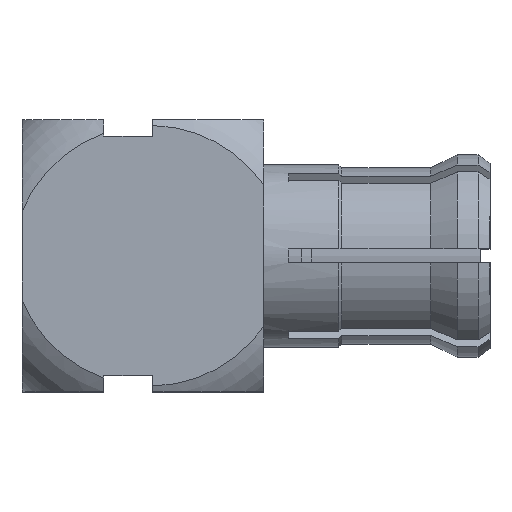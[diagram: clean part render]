
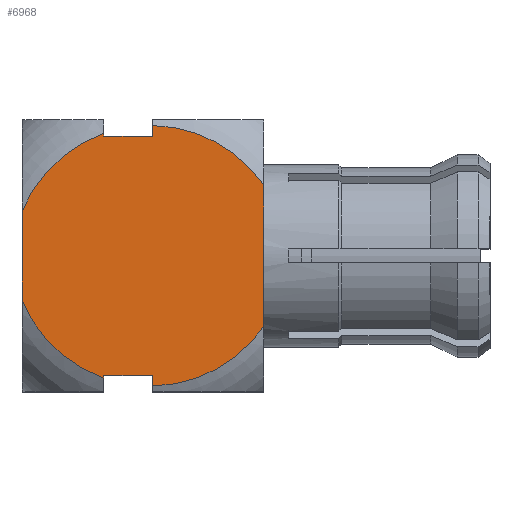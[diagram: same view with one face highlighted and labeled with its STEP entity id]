
A CAD part, top view. The second image highlights one B-rep face of the part: STEP entity #6968.
In plain terms, the highlighted planar face has unit normal (0, 0, 1).
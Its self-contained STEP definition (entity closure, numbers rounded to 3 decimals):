
#108=LINE('',#10442,#712);
#109=LINE('',#10447,#713);
#110=LINE('',#10451,#714);
#111=LINE('',#10453,#715);
#112=LINE('',#10455,#716);
#113=LINE('',#10459,#717);
#114=LINE('',#10463,#718);
#115=LINE('',#10465,#719);
#712=VECTOR('',#8249,1000.);
#713=VECTOR('',#8252,1000.);
#714=VECTOR('',#8255,1000.);
#715=VECTOR('',#8256,1000.);
#716=VECTOR('',#8257,1000.);
#717=VECTOR('',#8260,1000.);
#718=VECTOR('',#8263,1000.);
#719=VECTOR('',#8264,1000.);
#1316=PLANE('',#7453);
#1584=ORIENTED_EDGE('',*,*,#3702,.T.);
#1585=ORIENTED_EDGE('',*,*,#3703,.T.);
#1586=ORIENTED_EDGE('',*,*,#3704,.F.);
#1587=ORIENTED_EDGE('',*,*,#3705,.F.);
#1588=ORIENTED_EDGE('',*,*,#3706,.F.);
#1589=ORIENTED_EDGE('',*,*,#3707,.T.);
#1590=ORIENTED_EDGE('',*,*,#3708,.T.);
#1591=ORIENTED_EDGE('',*,*,#3709,.F.);
#1592=ORIENTED_EDGE('',*,*,#3710,.F.);
#1593=ORIENTED_EDGE('',*,*,#3711,.T.);
#1594=ORIENTED_EDGE('',*,*,#3712,.F.);
#1595=ORIENTED_EDGE('',*,*,#3713,.T.);
#3702=EDGE_CURVE('',#4761,#4762,#108,.T.);
#3703=EDGE_CURVE('',#4762,#4763,#5486,.T.);
#3704=EDGE_CURVE('',#4764,#4763,#109,.T.);
#3705=EDGE_CURVE('',#4765,#4764,#5487,.T.);
#3706=EDGE_CURVE('',#4766,#4765,#110,.T.);
#3707=EDGE_CURVE('',#4766,#4767,#111,.T.);
#3708=EDGE_CURVE('',#4767,#4768,#112,.T.);
#3709=EDGE_CURVE('',#4769,#4768,#5488,.T.);
#3710=EDGE_CURVE('',#4770,#4769,#113,.T.);
#3711=EDGE_CURVE('',#4770,#4771,#5489,.T.);
#3712=EDGE_CURVE('',#4772,#4771,#114,.T.);
#3713=EDGE_CURVE('',#4772,#4761,#115,.T.);
#4761=VERTEX_POINT('',#10443);
#4762=VERTEX_POINT('',#10444);
#4763=VERTEX_POINT('',#10446);
#4764=VERTEX_POINT('',#10448);
#4765=VERTEX_POINT('',#10450);
#4766=VERTEX_POINT('',#10452);
#4767=VERTEX_POINT('',#10454);
#4768=VERTEX_POINT('',#10456);
#4769=VERTEX_POINT('',#10458);
#4770=VERTEX_POINT('',#10460);
#4771=VERTEX_POINT('',#10462);
#4772=VERTEX_POINT('',#10464);
#5486=CIRCLE('',#7454,2.543);
#5487=CIRCLE('',#7455,2.543);
#5488=CIRCLE('',#7456,2.543);
#5489=CIRCLE('',#7457,2.543);
#5867=EDGE_LOOP('',(#1584,#1585,#1586,#1587,#1588,#1589,#1590,#1591,#1592,
#1593,#1594,#1595));
#6336=FACE_BOUND('',#5867,.T.);
#6968=ADVANCED_FACE('',(#6336),#1316,.F.);
#7453=AXIS2_PLACEMENT_3D('',#10441,#8247,#8248);
#7454=AXIS2_PLACEMENT_3D('',#10445,#8250,#8251);
#7455=AXIS2_PLACEMENT_3D('',#10449,#8253,#8254);
#7456=AXIS2_PLACEMENT_3D('',#10457,#8258,#8259);
#7457=AXIS2_PLACEMENT_3D('',#10461,#8261,#8262);
#8247=DIRECTION('',(0.,0.,-1.));
#8248=DIRECTION('',(-1.,0.,0.));
#8249=DIRECTION('',(0.,1.,0.));
#8250=DIRECTION('',(0.,0.,1.));
#8251=DIRECTION('',(0.,-1.,0.));
#8252=DIRECTION('',(0.,1.,0.));
#8253=DIRECTION('',(0.,0.,-1.));
#8254=DIRECTION('',(0.,1.,0.));
#8255=DIRECTION('',(0.,-1.,0.));
#8256=DIRECTION('',(1.,0.,0.));
#8257=DIRECTION('',(0.,-1.,0.));
#8258=DIRECTION('',(0.,0.,-1.));
#8259=DIRECTION('',(0.,1.,0.));
#8260=DIRECTION('',(0.,-1.,0.));
#8261=DIRECTION('',(0.,0.,1.));
#8262=DIRECTION('',(0.,-1.,0.));
#8263=DIRECTION('',(0.,1.,0.));
#8264=DIRECTION('',(-1.,0.,0.));
#10441=CARTESIAN_POINT('',(0.,0.,5.));
#10442=CARTESIAN_POINT('',(-1.02,2.2,5.));
#10443=CARTESIAN_POINT('',(-1.02,2.2,5.));
#10444=CARTESIAN_POINT('',(-1.02,2.247,5.));
#10445=CARTESIAN_POINT('',(-0.168,-0.149,5.));
#10446=CARTESIAN_POINT('',(-2.52,0.816,5.));
#10447=CARTESIAN_POINT('',(-2.52,-2.5,5.));
#10448=CARTESIAN_POINT('',(-2.52,-0.816,5.));
#10449=CARTESIAN_POINT('',(-0.168,0.149,5.));
#10450=CARTESIAN_POINT('',(-1.02,-2.247,5.));
#10451=CARTESIAN_POINT('',(-1.02,-2.2,5.));
#10452=CARTESIAN_POINT('',(-1.02,-2.2,5.));
#10453=CARTESIAN_POINT('',(-0.12,-2.2,5.));
#10454=CARTESIAN_POINT('',(-0.12,-2.2,5.));
#10455=CARTESIAN_POINT('',(-0.12,-2.2,5.));
#10456=CARTESIAN_POINT('',(-0.12,-2.393,5.));
#10457=CARTESIAN_POINT('',(-0.168,0.149,5.));
#10458=CARTESIAN_POINT('',(1.92,-1.302,5.));
#10459=CARTESIAN_POINT('',(1.92,2.5,5.));
#10460=CARTESIAN_POINT('',(1.92,1.302,5.));
#10461=CARTESIAN_POINT('',(-0.168,-0.149,5.));
#10462=CARTESIAN_POINT('',(-0.12,2.393,5.));
#10463=CARTESIAN_POINT('',(-0.12,2.2,5.));
#10464=CARTESIAN_POINT('',(-0.12,2.2,5.));
#10465=CARTESIAN_POINT('',(-0.12,2.2,5.));
